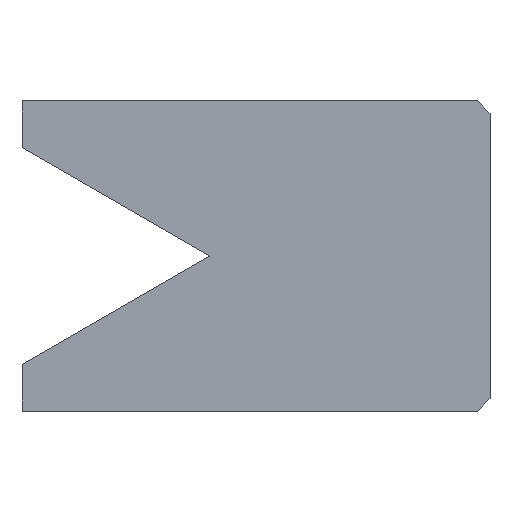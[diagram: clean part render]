
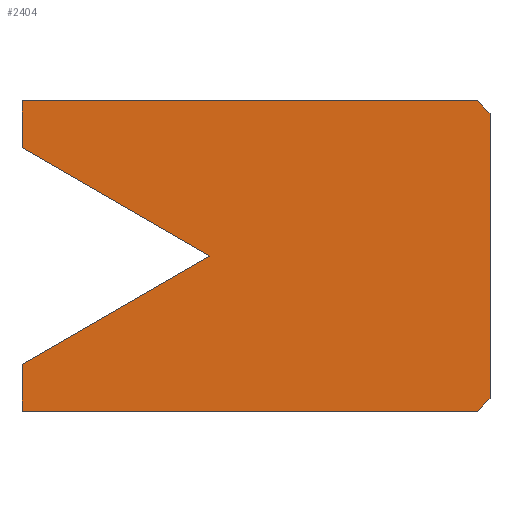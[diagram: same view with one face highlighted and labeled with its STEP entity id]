
A CAD part, left-side view. The second image highlights one B-rep face of the part: STEP entity #2404.
In plain terms, the highlighted planar face has unit normal (-1, 0, 0).
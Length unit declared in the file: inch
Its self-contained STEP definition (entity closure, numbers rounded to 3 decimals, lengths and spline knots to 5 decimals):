
#90 = FACE_OUTER_BOUND ( 'NONE', #359, .T. ) ;
#171 = LINE ( 'NONE', #3090, #2342 ) ;
#193 = DIRECTION ( 'NONE',  ( -1., 0., 0. ) ) ;
#213 = VERTEX_POINT ( 'NONE', #2817 ) ;
#260 = VECTOR ( 'NONE', #619, 39.37008 ) ;
#261 = DIRECTION ( 'NONE',  ( 0., 0.866, -0.5 ) ) ;
#300 = VECTOR ( 'NONE', #1820, 39.37008 ) ;
#310 = ORIENTED_EDGE ( 'NONE', *, *, #2231, .F. ) ;
#359 = EDGE_LOOP ( 'NONE', ( #2112, #3259, #827, #651, #804, #675, #2931, #310, #2254 ) ) ;
#377 = VERTEX_POINT ( 'NONE', #1543 ) ;
#520 = LINE ( 'NONE', #1077, #3052 ) ;
#521 = CARTESIAN_POINT ( 'NONE',  ( -0.313, 0.07791, -0.01631 ) ) ;
#568 = LINE ( 'NONE', #1449, #260 ) ;
#610 = CARTESIAN_POINT ( 'NONE',  ( -0.313, 0.04966, 0. ) ) ;
#619 = DIRECTION ( 'NONE',  ( 0., 0.707, -0.707 ) ) ;
#651 = ORIENTED_EDGE ( 'NONE', *, *, #1563, .F. ) ;
#675 = ORIENTED_EDGE ( 'NONE', *, *, #3530, .T. ) ;
#688 = VERTEX_POINT ( 'NONE', #2484 ) ;
#714 = CARTESIAN_POINT ( 'NONE',  ( -0.313, 0.125, -0.06235 ) ) ;
#724 = CARTESIAN_POINT ( 'NONE',  ( -0.313, 0.125, 0. ) ) ;
#778 = EDGE_CURVE ( 'NONE', #377, #213, #1353, .T. ) ;
#790 = VERTEX_POINT ( 'NONE', #610 ) ;
#804 = ORIENTED_EDGE ( 'NONE', *, *, #2874, .F. ) ;
#827 = ORIENTED_EDGE ( 'NONE', *, *, #3352, .F. ) ;
#866 = CARTESIAN_POINT ( 'NONE',  ( -0.313, -0.058, -0.06235 ) ) ;
#936 = VERTEX_POINT ( 'NONE', #1389 ) ;
#1077 = CARTESIAN_POINT ( 'NONE',  ( -0.313, -0.02909, 0.09126 ) ) ;
#1172 = VERTEX_POINT ( 'NONE', #1862 ) ;
#1353 = LINE ( 'NONE', #2334, #1514 ) ;
#1389 = CARTESIAN_POINT ( 'NONE',  ( -0.313, -0.058, 0.06235 ) ) ;
#1412 = LINE ( 'NONE', #724, #300 ) ;
#1449 = CARTESIAN_POINT ( 'NONE',  ( -0.313, -0.02909, -0.09126 ) ) ;
#1452 = DIRECTION ( 'NONE',  ( 0., 0., 1. ) ) ;
#1468 = CARTESIAN_POINT ( 'NONE',  ( -0.313, 0.11558, 0.03806 ) ) ;
#1479 = VERTEX_POINT ( 'NONE', #2097 ) ;
#1514 = VECTOR ( 'NONE', #1452, 39.37008 ) ;
#1540 = CARTESIAN_POINT ( 'NONE',  ( -0.313, 0.125, 0. ) ) ;
#1543 = CARTESIAN_POINT ( 'NONE',  ( -0.313, -0.063, -0.05735 ) ) ;
#1563 = EDGE_CURVE ( 'NONE', #1479, #936, #1856, .T. ) ;
#1632 = EDGE_CURVE ( 'NONE', #790, #688, #2223, .T. ) ;
#1820 = DIRECTION ( 'NONE',  ( 0., 0., 1. ) ) ;
#1856 = LINE ( 'NONE', #3571, #3544 ) ;
#1862 = CARTESIAN_POINT ( 'NONE',  ( -0.313, 0.125, 0.0435 ) ) ;
#1964 = EDGE_CURVE ( 'NONE', #377, #3481, #568, .T. ) ;
#2097 = CARTESIAN_POINT ( 'NONE',  ( -0.313, 0.125, 0.06235 ) ) ;
#2112 = ORIENTED_EDGE ( 'NONE', *, *, #1964, .F. ) ;
#2154 = CARTESIAN_POINT ( 'NONE',  ( -0.313, 0.125, 0. ) ) ;
#2223 = LINE ( 'NONE', #521, #2604 ) ;
#2231 = EDGE_CURVE ( 'NONE', #3123, #688, #3238, .T. ) ;
#2254 = ORIENTED_EDGE ( 'NONE', *, *, #3329, .F. ) ;
#2334 = CARTESIAN_POINT ( 'NONE',  ( -0.313, -0.063, 0. ) ) ;
#2342 = VECTOR ( 'NONE', #3345, 39.37008 ) ;
#2404 = ADVANCED_FACE ( 'NONE', ( #90 ), #3024, .T. ) ;
#2416 = DIRECTION ( 'NONE',  ( 0., 0., 1. ) ) ;
#2457 = DIRECTION ( 'NONE',  ( 0., 1., 0. ) ) ;
#2474 = VECTOR ( 'NONE', #2872, 39.37008 ) ;
#2484 = CARTESIAN_POINT ( 'NONE',  ( -0.313, 0.125, -0.0435 ) ) ;
#2604 = VECTOR ( 'NONE', #261, 39.37008 ) ;
#2778 = DIRECTION ( 'NONE',  ( 0., -0.707, -0.707 ) ) ;
#2817 = CARTESIAN_POINT ( 'NONE',  ( -0.313, -0.063, 0.05735 ) ) ;
#2856 = LINE ( 'NONE', #1468, #2474 ) ;
#2872 = DIRECTION ( 'NONE',  ( 0., -0.866, -0.5 ) ) ;
#2874 = EDGE_CURVE ( 'NONE', #1172, #1479, #1412, .T. ) ;
#2931 = ORIENTED_EDGE ( 'NONE', *, *, #1632, .T. ) ;
#3024 = PLANE ( 'NONE',  #3209 ) ;
#3052 = VECTOR ( 'NONE', #2778, 39.37008 ) ;
#3066 = DIRECTION ( 'NONE',  ( 0., -1., 0. ) ) ;
#3090 = CARTESIAN_POINT ( 'NONE',  ( -0.313, 0.125, -0.06235 ) ) ;
#3123 = VERTEX_POINT ( 'NONE', #714 ) ;
#3209 = AXIS2_PLACEMENT_3D ( 'NONE', #2154, #193, #2457 ) ;
#3238 = LINE ( 'NONE', #1540, #3505 ) ;
#3259 = ORIENTED_EDGE ( 'NONE', *, *, #778, .T. ) ;
#3329 = EDGE_CURVE ( 'NONE', #3481, #3123, #171, .T. ) ;
#3345 = DIRECTION ( 'NONE',  ( 0., 1., 0. ) ) ;
#3352 = EDGE_CURVE ( 'NONE', #936, #213, #520, .T. ) ;
#3481 = VERTEX_POINT ( 'NONE', #866 ) ;
#3505 = VECTOR ( 'NONE', #2416, 39.37008 ) ;
#3530 = EDGE_CURVE ( 'NONE', #1172, #790, #2856, .T. ) ;
#3544 = VECTOR ( 'NONE', #3066, 39.37008 ) ;
#3571 = CARTESIAN_POINT ( 'NONE',  ( -0.313, 0.125, 0.06235 ) ) ;
